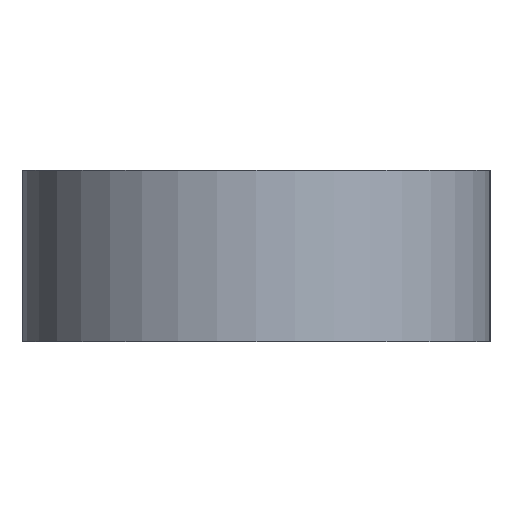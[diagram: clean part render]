
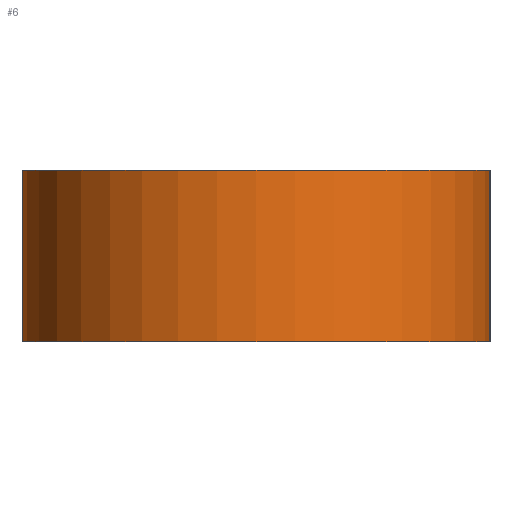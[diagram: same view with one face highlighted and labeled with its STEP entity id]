
A CAD part, left-side view. The second image highlights one B-rep face of the part: STEP entity #6.
In plain terms, the highlighted cylindrical face has radius 6 mm (diameter 12 mm), a partial arc.
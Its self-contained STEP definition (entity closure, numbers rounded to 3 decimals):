
#6 = ADVANCED_FACE ( 'NONE', ( #14 ), #843, .T. ) ;
#14 = FACE_OUTER_BOUND ( 'NONE', #98, .T. ) ;
#29 = CARTESIAN_POINT ( 'NONE',  ( 3.498, -4.875, 4. ) ) ;
#61 = ORIENTED_EDGE ( 'NONE', *, *, #874, .T. ) ;
#75 = VERTEX_POINT ( 'NONE', #29 ) ;
#82 = VERTEX_POINT ( 'NONE', #97 ) ;
#97 = CARTESIAN_POINT ( 'NONE',  ( 3.498, -4.875, -0.4 ) ) ;
#98 = EDGE_LOOP ( 'NONE', ( #808, #860, #61, #736 ) ) ;
#101 = CARTESIAN_POINT ( 'NONE',  ( 3.498, 4.875, 4. ) ) ;
#111 = VERTEX_POINT ( 'NONE', #101 ) ;
#117 = DIRECTION ( 'NONE',  ( 0., 0., 1. ) ) ;
#121 = CARTESIAN_POINT ( 'NONE',  ( 3.498, -4.875, -0.4 ) ) ;
#146 = VERTEX_POINT ( 'NONE', #369 ) ;
#186 = LINE ( 'NONE', #121, #587 ) ;
#218 = DIRECTION ( 'NONE',  ( 1., 0., 0. ) ) ;
#240 = VECTOR ( 'NONE', #818, 1000. ) ;
#261 = CARTESIAN_POINT ( 'NONE',  ( 0., 0., 4. ) ) ;
#296 = CARTESIAN_POINT ( 'NONE',  ( 0., 0., -0.4 ) ) ;
#313 = EDGE_CURVE ( 'NONE', #111, #75, #394, .T. ) ;
#316 = AXIS2_PLACEMENT_3D ( 'NONE', #296, #791, #784 ) ;
#324 = EDGE_CURVE ( 'NONE', #82, #75, #186, .T. ) ;
#369 = CARTESIAN_POINT ( 'NONE',  ( 3.498, 4.875, -0.4 ) ) ;
#394 = CIRCLE ( 'NONE', #570, 6. ) ;
#404 = DIRECTION ( 'NONE',  ( 1., 0., 0. ) ) ;
#427 = AXIS2_PLACEMENT_3D ( 'NONE', #703, #566, #218 ) ;
#433 = EDGE_CURVE ( 'NONE', #111, #146, #544, .T. ) ;
#438 = CIRCLE ( 'NONE', #316, 6. ) ;
#468 = DIRECTION ( 'NONE',  ( 0., 0., 1. ) ) ;
#544 = LINE ( 'NONE', #822, #240 ) ;
#566 = DIRECTION ( 'NONE',  ( 0., 0., 1. ) ) ;
#570 = AXIS2_PLACEMENT_3D ( 'NONE', #261, #468, #404 ) ;
#587 = VECTOR ( 'NONE', #117, 1000. ) ;
#703 = CARTESIAN_POINT ( 'NONE',  ( 0., 0., -0.4 ) ) ;
#736 = ORIENTED_EDGE ( 'NONE', *, *, #324, .T. ) ;
#784 = DIRECTION ( 'NONE',  ( 1., 0., 0. ) ) ;
#791 = DIRECTION ( 'NONE',  ( 0., 0., 1. ) ) ;
#808 = ORIENTED_EDGE ( 'NONE', *, *, #313, .F. ) ;
#818 = DIRECTION ( 'NONE',  ( 0., 0., -1. ) ) ;
#822 = CARTESIAN_POINT ( 'NONE',  ( 3.498, 4.875, -0.4 ) ) ;
#843 = CYLINDRICAL_SURFACE ( 'NONE', #427, 6. ) ;
#860 = ORIENTED_EDGE ( 'NONE', *, *, #433, .T. ) ;
#874 = EDGE_CURVE ( 'NONE', #146, #82, #438, .T. ) ;
